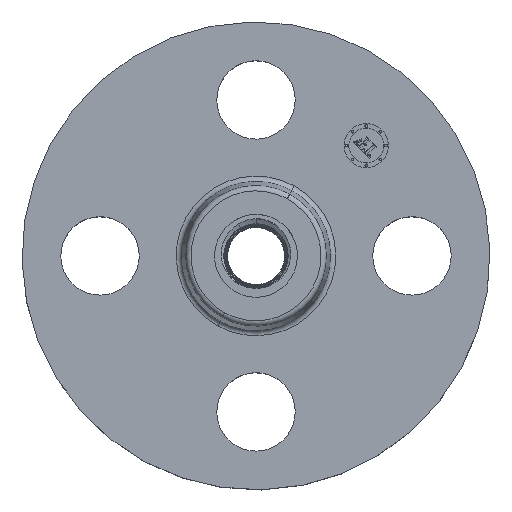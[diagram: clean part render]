
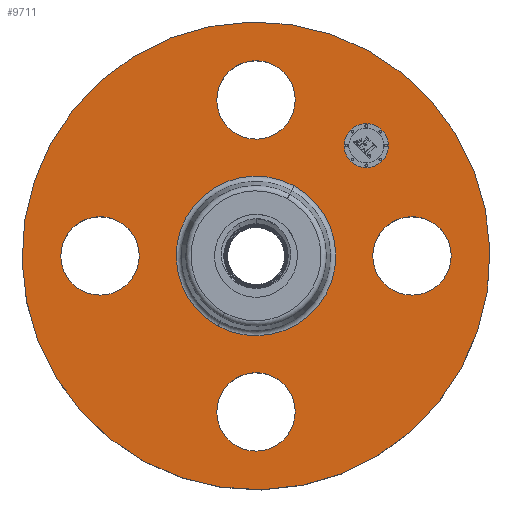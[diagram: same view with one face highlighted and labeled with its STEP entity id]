
A CAD part, top view. The second image highlights one B-rep face of the part: STEP entity #9711.
In plain terms, the highlighted planar face has unit normal (0, 0, 1).
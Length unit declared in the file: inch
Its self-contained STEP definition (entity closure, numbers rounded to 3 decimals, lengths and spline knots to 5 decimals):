
#365=AXIS2_PLACEMENT_3D('Circle Axis2P3D',#363,#364,$) ;
#382=AXIS2_PLACEMENT_3D('Circle Axis2P3D',#380,#381,$) ;
#415=AXIS2_PLACEMENT_3D('Circle Axis2P3D',#413,#414,$) ;
#439=AXIS2_PLACEMENT_3D('Circle Axis2P3D',#437,#438,$) ;
#456=AXIS2_PLACEMENT_3D('Circle Axis2P3D',#454,#455,$) ;
#491=AXIS2_PLACEMENT_3D('Circle Axis2P3D',#489,#490,$) ;
#728=AXIS2_PLACEMENT_3D('Circle Axis2P3D',#726,#727,$) ;
#740=AXIS2_PLACEMENT_3D('Circle Axis2P3D',#738,#739,$) ;
#771=AXIS2_PLACEMENT_3D('Circle Axis2P3D',#769,#770,$) ;
#783=AXIS2_PLACEMENT_3D('Circle Axis2P3D',#781,#782,$) ;
#814=AXIS2_PLACEMENT_3D('Circle Axis2P3D',#812,#813,$) ;
#826=AXIS2_PLACEMENT_3D('Circle Axis2P3D',#824,#825,$) ;
#9667=AXIS2_PLACEMENT_3D('Plane Axis2P3D',#9664,#9665,#9666) ;
#9695=AXIS2_PLACEMENT_3D('Circle Axis2P3D',#9693,#9694,$) ;
#9704=AXIS2_PLACEMENT_3D('Circle Axis2P3D',#9702,#9703,$) ;
#346=CARTESIAN_POINT('Vertex',(1.36386,0.21095,1.19)) ;
#360=CARTESIAN_POINT('Vertex',(2.13614,-0.21095,1.19)) ;
#363=CARTESIAN_POINT('Axis2P3D Location',(1.75,0.,1.19)) ;
#380=CARTESIAN_POINT('Axis2P3D Location',(1.75,0.,1.19)) ;
#410=CARTESIAN_POINT('Vertex',(-1.25849,-2.30365,1.19)) ;
#413=CARTESIAN_POINT('Axis2P3D Location',(0.,0.,1.19)) ;
#417=CARTESIAN_POINT('Vertex',(1.25849,2.30365,1.19)) ;
#437=CARTESIAN_POINT('Axis2P3D Location',(0.,0.,1.19)) ;
#454=CARTESIAN_POINT('Axis2P3D Location',(0.,0.,1.19)) ;
#458=CARTESIAN_POINT('Vertex',(0.42925,0.78574,1.19)) ;
#460=CARTESIAN_POINT('Vertex',(-0.42925,-0.78574,1.19)) ;
#489=CARTESIAN_POINT('Axis2P3D Location',(0.,0.,1.19)) ;
#716=CARTESIAN_POINT('Vertex',(-0.21095,1.36386,1.19)) ;
#723=CARTESIAN_POINT('Vertex',(0.21095,2.13614,1.19)) ;
#726=CARTESIAN_POINT('Axis2P3D Location',(0.,1.75,1.19)) ;
#738=CARTESIAN_POINT('Axis2P3D Location',(0.,1.75,1.19)) ;
#759=CARTESIAN_POINT('Vertex',(-1.36386,-0.21095,1.19)) ;
#766=CARTESIAN_POINT('Vertex',(-2.13614,0.21095,1.19)) ;
#769=CARTESIAN_POINT('Axis2P3D Location',(-1.75,0.,1.19)) ;
#781=CARTESIAN_POINT('Axis2P3D Location',(-1.75,0.,1.19)) ;
#802=CARTESIAN_POINT('Vertex',(0.21095,-1.36386,1.19)) ;
#809=CARTESIAN_POINT('Vertex',(-0.21095,-2.13614,1.19)) ;
#812=CARTESIAN_POINT('Axis2P3D Location',(0.,-1.75,1.19)) ;
#824=CARTESIAN_POINT('Axis2P3D Location',(0.,-1.75,1.19)) ;
#9664=CARTESIAN_POINT('Axis2P3D Location',(0.,2.625,1.19)) ;
#9693=CARTESIAN_POINT('Axis2P3D Location',(1.23744,1.23744,1.19)) ;
#9697=CARTESIAN_POINT('Vertex',(1.06243,1.41245,1.19)) ;
#9699=CARTESIAN_POINT('Vertex',(1.41245,1.06243,1.19)) ;
#9702=CARTESIAN_POINT('Axis2P3D Location',(1.23744,1.23744,1.19)) ;
#364=DIRECTION('Axis2P3D Direction',(0.,-0.,-0.039)) ;
#381=DIRECTION('Axis2P3D Direction',(0.,-0.,-0.039)) ;
#414=DIRECTION('Axis2P3D Direction',(0.,0.,-0.039)) ;
#438=DIRECTION('Axis2P3D Direction',(0.,0.,-0.039)) ;
#455=DIRECTION('Axis2P3D Direction',(0.,0.,-0.039)) ;
#490=DIRECTION('Axis2P3D Direction',(0.,0.,-0.039)) ;
#727=DIRECTION('Axis2P3D Direction',(0.,0.,-0.039)) ;
#739=DIRECTION('Axis2P3D Direction',(0.,0.,-0.039)) ;
#770=DIRECTION('Axis2P3D Direction',(-0.,0.,-0.039)) ;
#782=DIRECTION('Axis2P3D Direction',(-0.,0.,-0.039)) ;
#813=DIRECTION('Axis2P3D Direction',(0.,-0.,-0.039)) ;
#825=DIRECTION('Axis2P3D Direction',(0.,-0.,-0.039)) ;
#9665=DIRECTION('Axis2P3D Direction',(0.,0.,-0.039)) ;
#9666=DIRECTION('Axis2P3D XDirection',(0.039,0.,0.)) ;
#9694=DIRECTION('Axis2P3D Direction',(0.,0.,-0.039)) ;
#9703=DIRECTION('Axis2P3D Direction',(0.,0.,-0.039)) ;
#9670=ORIENTED_EDGE('',*,*,#441,.F.) ;
#9671=ORIENTED_EDGE('',*,*,#419,.F.) ;
#9674=ORIENTED_EDGE('',*,*,#367,.T.) ;
#9675=ORIENTED_EDGE('',*,*,#384,.T.) ;
#9678=ORIENTED_EDGE('',*,*,#493,.T.) ;
#9679=ORIENTED_EDGE('',*,*,#462,.T.) ;
#9682=ORIENTED_EDGE('',*,*,#828,.T.) ;
#9683=ORIENTED_EDGE('',*,*,#816,.T.) ;
#9686=ORIENTED_EDGE('',*,*,#785,.T.) ;
#9687=ORIENTED_EDGE('',*,*,#773,.T.) ;
#9690=ORIENTED_EDGE('',*,*,#742,.T.) ;
#9691=ORIENTED_EDGE('',*,*,#730,.T.) ;
#9708=ORIENTED_EDGE('',*,*,#9701,.T.) ;
#9709=ORIENTED_EDGE('',*,*,#9706,.T.) ;
#9676=FACE_BOUND('',#9673,.T.) ;
#9680=FACE_BOUND('',#9677,.T.) ;
#9684=FACE_BOUND('',#9681,.T.) ;
#9688=FACE_BOUND('',#9685,.T.) ;
#9692=FACE_BOUND('',#9689,.T.) ;
#9710=FACE_BOUND('',#9707,.T.) ;
#9711=ADVANCED_FACE('PartBody',(#9672,#9676,#9680,#9684,#9688,#9692,#9710),#9668,.F.) ;
#366=CIRCLE('generated circle',#365,0.44) ;
#383=CIRCLE('generated circle',#382,0.44) ;
#416=CIRCLE('generated circle',#415,2.625) ;
#440=CIRCLE('generated circle',#439,2.625) ;
#457=CIRCLE('generated circle',#456,0.89535) ;
#492=CIRCLE('generated circle',#491,0.89535) ;
#729=CIRCLE('generated circle',#728,0.44) ;
#741=CIRCLE('generated circle',#740,0.44) ;
#772=CIRCLE('generated circle',#771,0.44) ;
#784=CIRCLE('generated circle',#783,0.44) ;
#815=CIRCLE('generated circle',#814,0.44) ;
#827=CIRCLE('generated circle',#826,0.44) ;
#9696=CIRCLE('generated circle',#9695,0.2475) ;
#9705=CIRCLE('generated circle',#9704,0.2475) ;
#367=EDGE_CURVE('',#347,#361,#366,.T.) ;
#384=EDGE_CURVE('',#361,#347,#383,.T.) ;
#419=EDGE_CURVE('',#411,#418,#416,.T.) ;
#441=EDGE_CURVE('',#418,#411,#440,.T.) ;
#462=EDGE_CURVE('',#459,#461,#457,.T.) ;
#493=EDGE_CURVE('',#461,#459,#492,.T.) ;
#730=EDGE_CURVE('',#717,#724,#729,.T.) ;
#742=EDGE_CURVE('',#724,#717,#741,.T.) ;
#773=EDGE_CURVE('',#760,#767,#772,.T.) ;
#785=EDGE_CURVE('',#767,#760,#784,.T.) ;
#816=EDGE_CURVE('',#803,#810,#815,.T.) ;
#828=EDGE_CURVE('',#810,#803,#827,.T.) ;
#9701=EDGE_CURVE('',#9698,#9700,#9696,.T.) ;
#9706=EDGE_CURVE('',#9700,#9698,#9705,.T.) ;
#9669=EDGE_LOOP('',(#9670,#9671)) ;
#9673=EDGE_LOOP('',(#9674,#9675)) ;
#9677=EDGE_LOOP('',(#9678,#9679)) ;
#9681=EDGE_LOOP('',(#9682,#9683)) ;
#9685=EDGE_LOOP('',(#9686,#9687)) ;
#9689=EDGE_LOOP('',(#9690,#9691)) ;
#9707=EDGE_LOOP('',(#9708,#9709)) ;
#9672=FACE_OUTER_BOUND('',#9669,.T.) ;
#9668=PLANE('',#9667) ;
#347=VERTEX_POINT('',#346) ;
#361=VERTEX_POINT('',#360) ;
#411=VERTEX_POINT('',#410) ;
#418=VERTEX_POINT('',#417) ;
#459=VERTEX_POINT('',#458) ;
#461=VERTEX_POINT('',#460) ;
#717=VERTEX_POINT('',#716) ;
#724=VERTEX_POINT('',#723) ;
#760=VERTEX_POINT('',#759) ;
#767=VERTEX_POINT('',#766) ;
#803=VERTEX_POINT('',#802) ;
#810=VERTEX_POINT('',#809) ;
#9698=VERTEX_POINT('',#9697) ;
#9700=VERTEX_POINT('',#9699) ;
